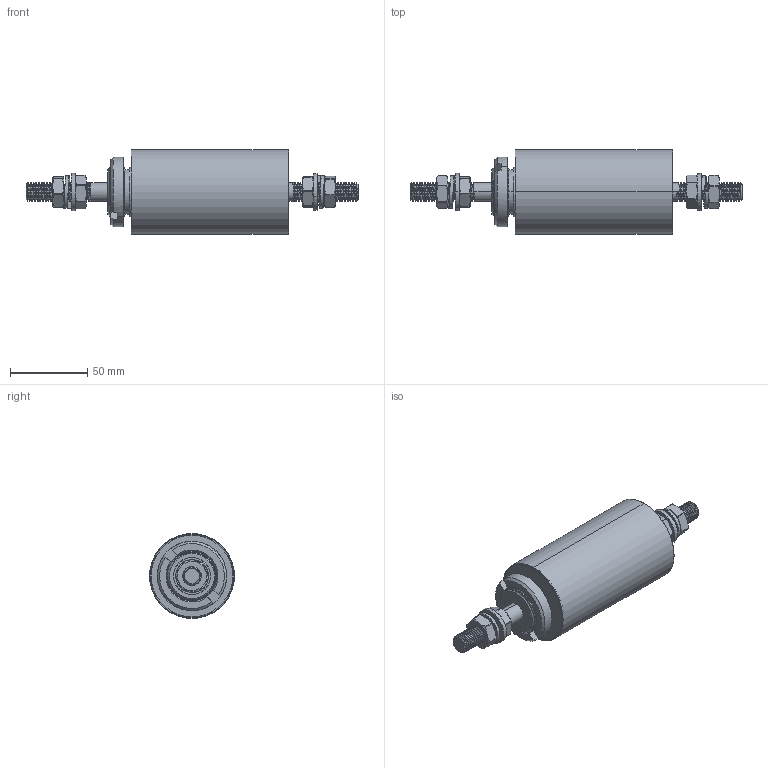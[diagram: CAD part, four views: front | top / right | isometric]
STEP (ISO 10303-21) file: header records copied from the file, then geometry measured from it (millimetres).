
FILE_DESCRIPTION (( 'STEP AP214' ), '1' );
FILE_NAME ('FLLDU300A026I0.STEP', '2021-02-17T12:19:39', ( '' ), ( '' ), 'SwSTEP 2.0', 'SolidWorks 2021', '' );
FILE_SCHEMA (( 'AUTOMOTIVE_DESIGN' ));
Length unit declared in the file: millimetre
Products named in the file (9): GEH0071; GEH0062; FLLDU300A026I0; HEX NUT M12x1.75 THIN_90370A103; DIC0030; WASHER M12 Ø24_93475A290; LOCK WASHER M12_91169A214; GEH0028; DIC0028
Assembly tree (13 placements, depth 2):
  FLLDU300A026I0
    GEH0062
    GEH0028
    GEH0071
    DIC0028
    DIC0030
    HEX NUT M12x1.75 THIN_90370A103  x4
    WASHER M12 Ø24_93475A290  x2
    LOCK WASHER M12_91169A214  x2
Bounding box: 215 x 55 x 55 mm (x, y, z)
Volume: 72857.8 mm3; surface area: 69906.7 mm2
Topology: 14 solids, 14 shells, 444 faces, 1135 edges, 720 vertices
Faces by surface type: cylinder 208, cone 97, plane 63, bspline 52, torus 24
Entity records: 25930 total; most frequent: CARTESIAN_POINT 19717, ORIENTED_EDGE 1470, DIRECTION 975, EDGE_CURVE 735, VERTEX_POINT 475, AXIS2_PLACEMENT_3D 387, EDGE_LOOP 294, ADVANCED_FACE 279
